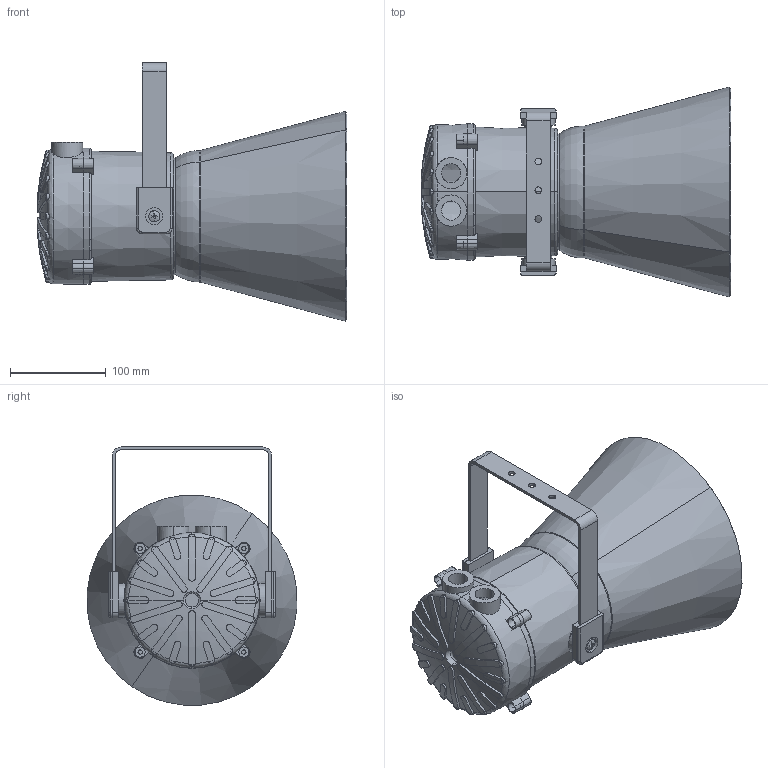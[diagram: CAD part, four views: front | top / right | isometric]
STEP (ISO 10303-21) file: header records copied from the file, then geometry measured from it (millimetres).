
FILE_DESCRIPTION (( 'STEP AP214' ), '1' );
FILE_NAME ('D207-05-101-3D_Issue_A.STEP', '2020-12-18T09:46:09', ( 'User' ), ( '' ), 'SwSTEP 2.0', 'SolidWorks 2020', '' );
FILE_SCHEMA (( 'AUTOMOTIVE_DESIGN' ));
Length unit declared in the file: millimetre
Products named in the file (10): M6 pan head; S120 horn; c; Stirrup subassy; E2X Sounder Enclosure; WAA300N2MM; b; D207-05-101-3D_Issue_A; back cover; a
Assembly tree (12 placements, depth 3):
  D207-05-101-3D_Issue_A
    E2X Sounder Enclosure
    back cover
    S120 horn
    WAA300N2MM
    Stirrup subassy
      a  x2
      c
      b  x2
      M6 pan head  x2
Bounding box: 323.41 x 218.78 x 269.39 mm (x, y, z)
Volume: 3138342.4 mm3; surface area: 445480.4 mm2
Topology: 11 solids, 11 shells, 510 faces, 1327 edges, 855 vertices
Faces by surface type: cylinder 213, plane 172, torus 49, cone 38, sphere 26, bspline 12
Entity records: 17070 total; most frequent: CARTESIAN_POINT 6122, ORIENTED_EDGE 2272, DIRECTION 2184, EDGE_CURVE 1136, AXIS2_PLACEMENT_3D 901, VERTEX_POINT 741, EDGE_LOOP 493, CIRCLE 460
